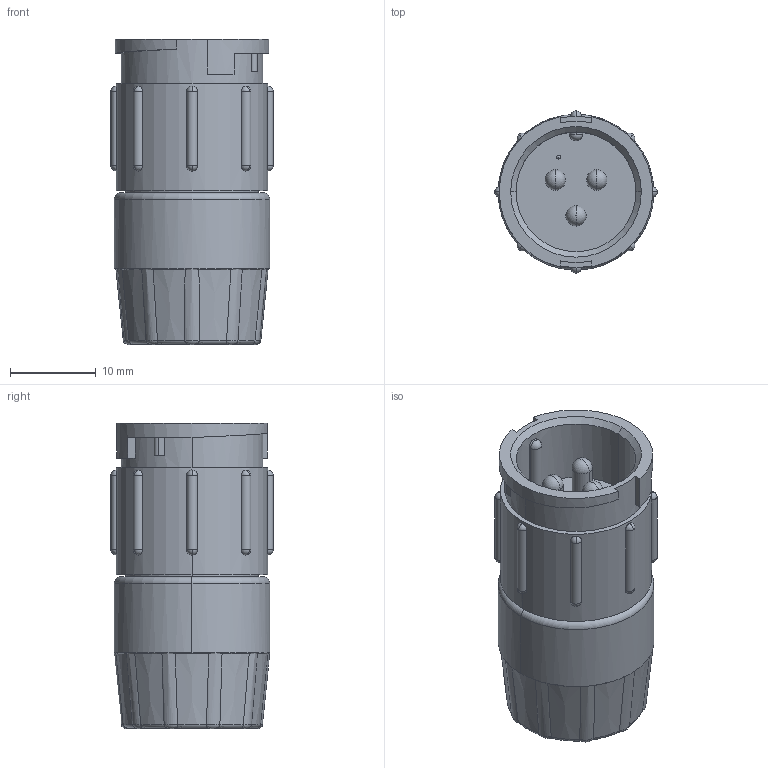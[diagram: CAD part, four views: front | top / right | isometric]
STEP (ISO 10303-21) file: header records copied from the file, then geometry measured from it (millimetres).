
FILE_DESCRIPTION (( 'STEP AP203' ), '1' );
FILE_NAME ('5180-3PG-315.STEP', '2014-08-08T18:30:49', ( '' ), ( '' ), 'SwSTEP 2.0', 'SolidWorks 2014', '' );
FILE_SCHEMA (( 'CONFIG_CONTROL_DESIGN' ));
Length unit declared in the file: inch
Products named in the file (1): 5180-3PG-315
Bounding box: 18.92 x 18.92 x 35.63 mm (x, y, z)
Volume: 7184.5 mm3; surface area: 3273.7 mm2
Topology: 1 solids, 1 shells, 185 faces, 519 edges, 319 vertices
Faces by surface type: torus 50, cylinder 38, plane 38, sphere 34, cone 13, bspline 12
Entity records: 6162 total; most frequent: CARTESIAN_POINT 1848, ORIENTED_EDGE 900, DIRECTION 899, EDGE_CURVE 450, AXIS2_PLACEMENT_3D 407, VERTEX_POINT 284, CIRCLE 233, EDGE_LOOP 202
